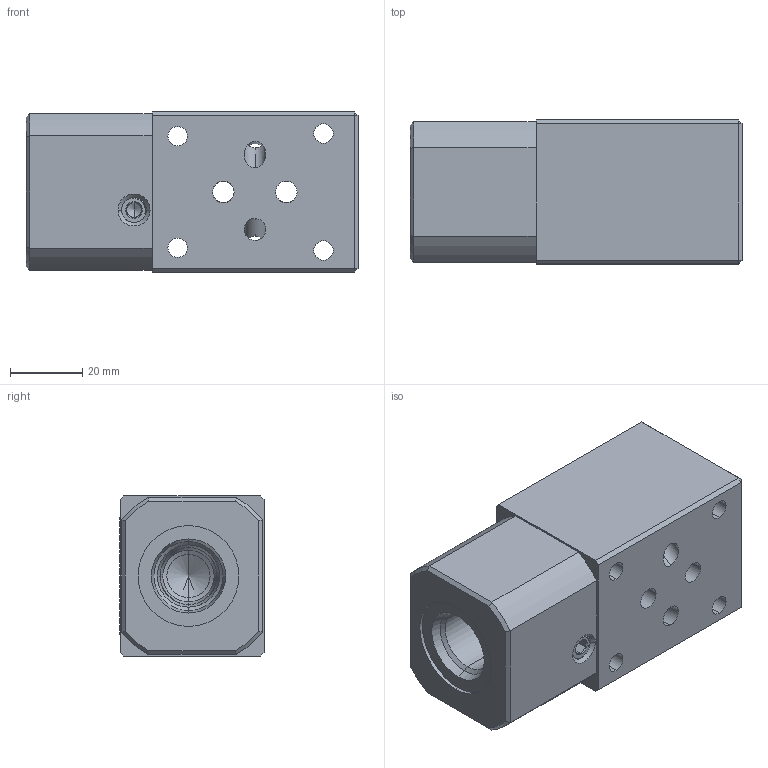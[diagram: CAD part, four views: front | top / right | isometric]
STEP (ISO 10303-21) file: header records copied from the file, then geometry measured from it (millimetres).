
FILE_DESCRIPTION (( 'STEP AP203' ), '1' );
FILE_NAME ('MH03DBE-08W3-N-Z02.STEP', '2025-01-10T00:29:31', ( 'user' ), ( '' ), 'SwSTEP 2.0', 'SolidWorks 2018', '' );
FILE_SCHEMA (( 'CONFIG_CONTROL_DESIGN' ));
Length unit declared in the file: millimetre
Products named in the file (4): MH03DBE-08W3-N-Z02; 5DBP00A002; 6EC03040DBEXXA001; 4KAA012AA001_W3046用
Assembly tree (8 placements, depth 2):
  MH03DBE-08W3-N-Z02
    4KAA012AA001_W3046用  x4
    5DBP00A002  x3
    6EC03040DBEXXA001
Bounding box: 92.2 x 40.05 x 44.5 mm (x, y, z)
Volume: 133990.3 mm3; surface area: 30712.7 mm2
Topology: 8 solids, 8 shells, 607 faces, 1617 edges, 1027 vertices
Faces by surface type: cylinder 247, plane 209, cone 83, bspline 52, torus 16
Entity records: 21654 total; most frequent: CARTESIAN_POINT 8295, ORIENTED_EDGE 2782, DIRECTION 2583, EDGE_CURVE 1391, AXIS2_PLACEMENT_3D 925, VERTEX_POINT 901, LINE 733, VECTOR 733
